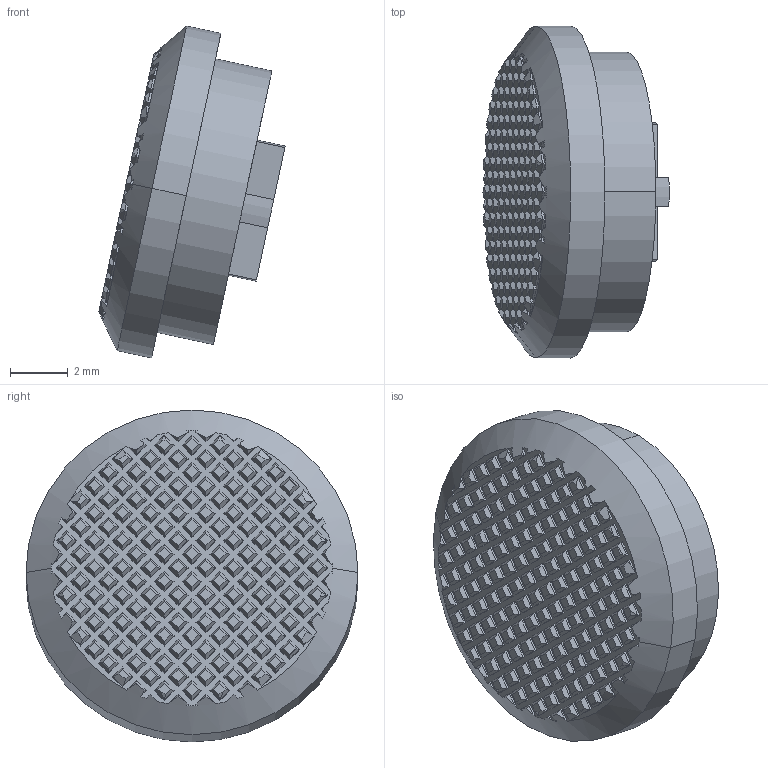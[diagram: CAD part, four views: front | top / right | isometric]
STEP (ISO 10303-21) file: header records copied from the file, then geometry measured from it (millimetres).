
FILE_DESCRIPTION((''),'2;1');
FILE_NAME('ANJIAN-1','2025-05-28T10:58:44',('lishuaijun5'),(''),'CREO PARAMETRIC BY PTC INC, 2020044','CREO PARAMETRIC BY PTC INC, 2020044','');
FILE_SCHEMA(('AUTOMOTIVE_DESIGN { 1 0 10303 214 1 1 1 1 }'));
Length unit declared in the file: millimetre
Products named in the file (1): ANJIAN-1
Bounding box: 6.46 x 11.51 x 11.51 mm (x, y, z)
Volume: 319 mm3; surface area: 427.9 mm2
Topology: 1 solids, 1 shells, 1509 faces, 3460 edges, 2104 vertices
Faces by surface type: plane 1473, cone 26, cylinder 10
Entity records: 41446 total; most frequent: CARTESIAN_POINT 8011, ORIENTED_EDGE 6920, DIRECTION 6334, EDGE_CURVE 3460, VECTOR 3156, LINE 3156, VERTEX_POINT 2104, EDGE_LOOP 1660
